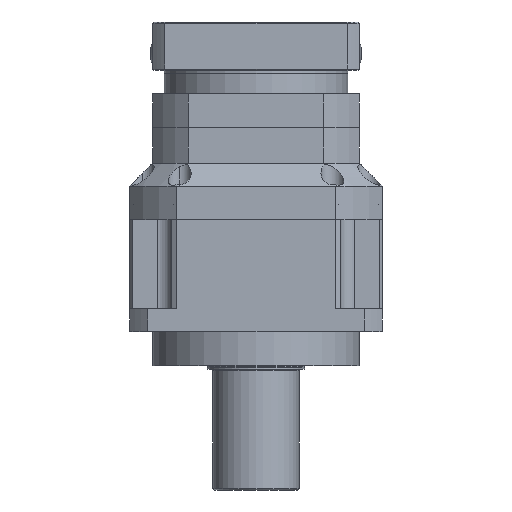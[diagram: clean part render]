
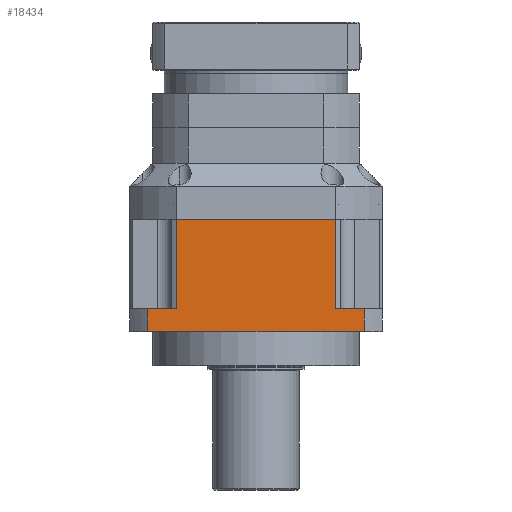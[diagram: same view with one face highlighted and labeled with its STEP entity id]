
A CAD part, front view. The second image highlights one B-rep face of the part: STEP entity #18434.
In plain terms, the highlighted planar face has unit normal (0, -1, 0).
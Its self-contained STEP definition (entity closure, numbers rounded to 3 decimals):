
#189 = DIRECTION ( 'NONE',  ( -1., 0., 0. ) ) ;
#291 = DIRECTION ( 'NONE',  ( 1., 0., 0. ) ) ;
#733 = ORIENTED_EDGE ( 'NONE', *, *, #3865, .F. ) ;
#905 = LINE ( 'NONE', #14775, #21643 ) ;
#2108 = VECTOR ( 'NONE', #291, 1000. ) ;
#2347 = EDGE_LOOP ( 'NONE', ( #7603, #733, #16834, #20490, #20427, #12561, #18803, #12131 ) ) ;
#2348 = DIRECTION ( 'NONE',  ( 0., 0., -1. ) ) ;
#2431 = EDGE_CURVE ( 'NONE', #13040, #24176, #21508, .T. ) ;
#2732 = DIRECTION ( 'NONE',  ( -1., 0., 0. ) ) ;
#2989 = VERTEX_POINT ( 'NONE', #21475 ) ;
#3177 = EDGE_CURVE ( 'NONE', #2989, #10803, #6345, .T. ) ;
#3578 = CARTESIAN_POINT ( 'NONE',  ( 69.282, -110., 0. ) ) ;
#3859 = EDGE_CURVE ( 'NONE', #13067, #10803, #3890, .T. ) ;
#3865 = EDGE_CURVE ( 'NONE', #9333, #2989, #14601, .T. ) ;
#3890 = LINE ( 'NONE', #14120, #19281 ) ;
#4070 = CARTESIAN_POINT ( 'NONE',  ( 94.472, -110., -77.5 ) ) ;
#4510 = EDGE_CURVE ( 'NONE', #19651, #13067, #20833, .T. ) ;
#5722 = CARTESIAN_POINT ( 'NONE',  ( 69.282, -110., 0. ) ) ;
#6345 = LINE ( 'NONE', #12255, #24316 ) ;
#6703 = DIRECTION ( 'NONE',  ( 0., 0., -1. ) ) ;
#6956 = CARTESIAN_POINT ( 'NONE',  ( -94.472, -110., -97.5 ) ) ;
#7603 = ORIENTED_EDGE ( 'NONE', *, *, #3177, .F. ) ;
#7756 = CARTESIAN_POINT ( 'NONE',  ( -69.282, -110., 0. ) ) ;
#8441 = DIRECTION ( 'NONE',  ( 0., 0., -1. ) ) ;
#9221 = VECTOR ( 'NONE', #8441, 1000. ) ;
#9333 = VERTEX_POINT ( 'NONE', #13192 ) ;
#9538 = VERTEX_POINT ( 'NONE', #7756 ) ;
#10133 = VECTOR ( 'NONE', #2732, 1000. ) ;
#10305 = EDGE_CURVE ( 'NONE', #9333, #24176, #14237, .T. ) ;
#10778 = CARTESIAN_POINT ( 'NONE',  ( 94.472, -110., -77.5 ) ) ;
#10803 = VERTEX_POINT ( 'NONE', #6956 ) ;
#10819 = VECTOR ( 'NONE', #19639, 1000. ) ;
#11915 = CARTESIAN_POINT ( 'NONE',  ( -94.472, -110., -77.5 ) ) ;
#12131 = ORIENTED_EDGE ( 'NONE', *, *, #3859, .T. ) ;
#12255 = CARTESIAN_POINT ( 'NONE',  ( 94.472, -110., -97.5 ) ) ;
#12257 = CARTESIAN_POINT ( 'NONE',  ( 69.282, -110., 0. ) ) ;
#12381 = CARTESIAN_POINT ( 'NONE',  ( 94.472, -110., -77.5 ) ) ;
#12489 = AXIS2_PLACEMENT_3D ( 'NONE', #12381, #14435, #2348 ) ;
#12561 = ORIENTED_EDGE ( 'NONE', *, *, #23262, .T. ) ;
#12826 = LINE ( 'NONE', #12257, #2108 ) ;
#13040 = VERTEX_POINT ( 'NONE', #5722 ) ;
#13067 = VERTEX_POINT ( 'NONE', #11915 ) ;
#13192 = CARTESIAN_POINT ( 'NONE',  ( 94.472, -110., -77.5 ) ) ;
#14120 = CARTESIAN_POINT ( 'NONE',  ( -94.472, -110., -77.5 ) ) ;
#14237 = LINE ( 'NONE', #10778, #18901 ) ;
#14435 = DIRECTION ( 'NONE',  ( 0., -1., 0. ) ) ;
#14601 = LINE ( 'NONE', #4070, #9221 ) ;
#14775 = CARTESIAN_POINT ( 'NONE',  ( -69.282, -110., 0. ) ) ;
#14881 = CARTESIAN_POINT ( 'NONE',  ( 94.472, -110., -77.5 ) ) ;
#16834 = ORIENTED_EDGE ( 'NONE', *, *, #10305, .T. ) ;
#18434 = ADVANCED_FACE ( 'NONE', ( #19980 ), #24423, .T. ) ;
#18803 = ORIENTED_EDGE ( 'NONE', *, *, #4510, .T. ) ;
#18901 = VECTOR ( 'NONE', #22823, 1000. ) ;
#19281 = VECTOR ( 'NONE', #20487, 1000. ) ;
#19639 = DIRECTION ( 'NONE',  ( 0., 0., -1. ) ) ;
#19651 = VERTEX_POINT ( 'NONE', #25006 ) ;
#19850 = CARTESIAN_POINT ( 'NONE',  ( 69.282, -110., -77.5 ) ) ;
#19980 = FACE_OUTER_BOUND ( 'NONE', #2347, .T. ) ;
#20427 = ORIENTED_EDGE ( 'NONE', *, *, #25173, .F. ) ;
#20487 = DIRECTION ( 'NONE',  ( 0., 0., -1. ) ) ;
#20490 = ORIENTED_EDGE ( 'NONE', *, *, #2431, .F. ) ;
#20833 = LINE ( 'NONE', #14881, #10133 ) ;
#21475 = CARTESIAN_POINT ( 'NONE',  ( 94.472, -110., -97.5 ) ) ;
#21508 = LINE ( 'NONE', #3578, #10819 ) ;
#21643 = VECTOR ( 'NONE', #6703, 1000. ) ;
#22823 = DIRECTION ( 'NONE',  ( -1., 0., 0. ) ) ;
#23262 = EDGE_CURVE ( 'NONE', #9538, #19651, #905, .T. ) ;
#24176 = VERTEX_POINT ( 'NONE', #19850 ) ;
#24316 = VECTOR ( 'NONE', #189, 1000. ) ;
#24423 = PLANE ( 'NONE',  #12489 ) ;
#25006 = CARTESIAN_POINT ( 'NONE',  ( -69.282, -110., -77.5 ) ) ;
#25173 = EDGE_CURVE ( 'NONE', #9538, #13040, #12826, .T. ) ;
